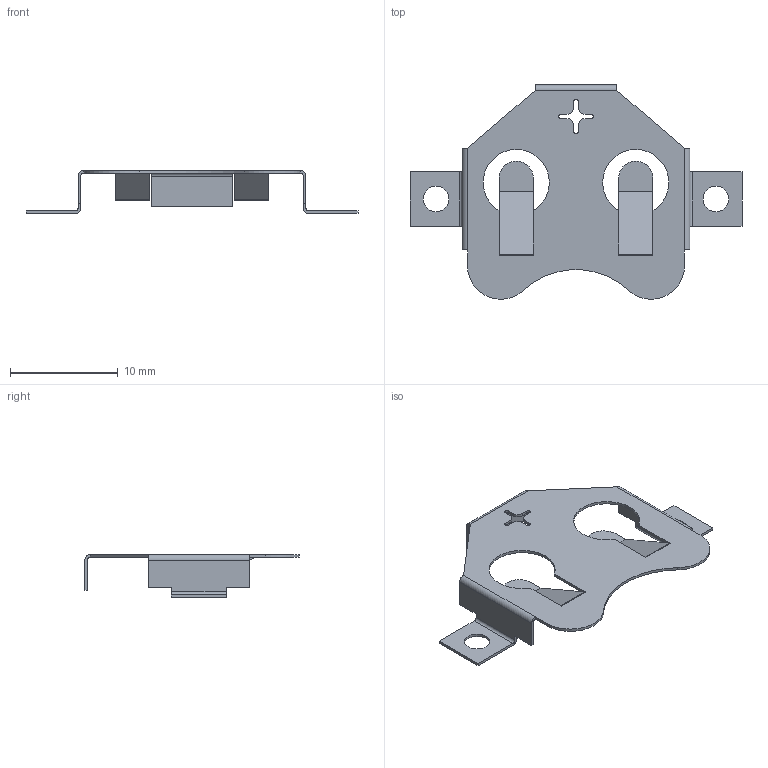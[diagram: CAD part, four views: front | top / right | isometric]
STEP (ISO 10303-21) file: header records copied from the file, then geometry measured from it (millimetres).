
FILE_DESCRIPTION( ( '' ), ' ' );
FILE_NAME( '594a16353cb8251061f82ad8.step', '2017-06-21T06:46:13', ( '' ), ( '' ), ' ', ' ', ' ' );
FILE_SCHEMA( ( 'AUTOMOTIVE_DESIGN { 1 0 10303 214 1 1 1 1 }' ) );
Length unit declared in the file: metre
Products named in the file (1): Open CASCADE STEP translator 6.8 1
Bounding box: 30.76 x 19.85 x 3.96 mm (x, y, z)
Volume: 109.8 mm3; surface area: 922.6 mm2
Topology: 1 solids, 1 shells, 100 faces, 274 edges, 176 vertices
Faces by surface type: plane 65, cylinder 35
Full cylindrical faces by diameter (mm): 2.362 x2
Entity records: 5334 total; most frequent: CARTESIAN_POINT 549, DIRECTION 544, ORIENTED_EDGE 544, STYLED_ITEM 372, PRESENTATION_STYLE_ASSIGNMENT 372, COLOUR_RGB 372, EDGE_CURVE 272, CURVE_STYLE 272
